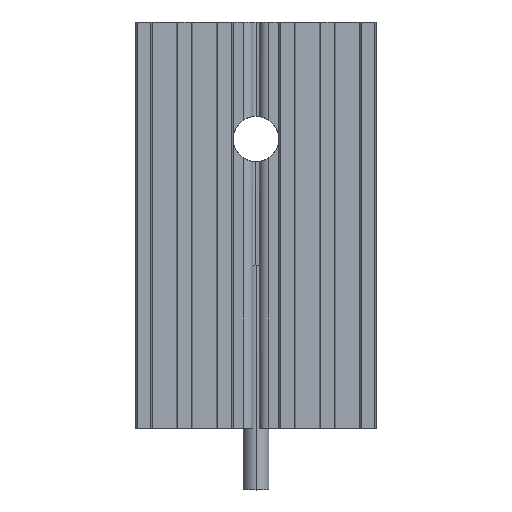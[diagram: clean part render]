
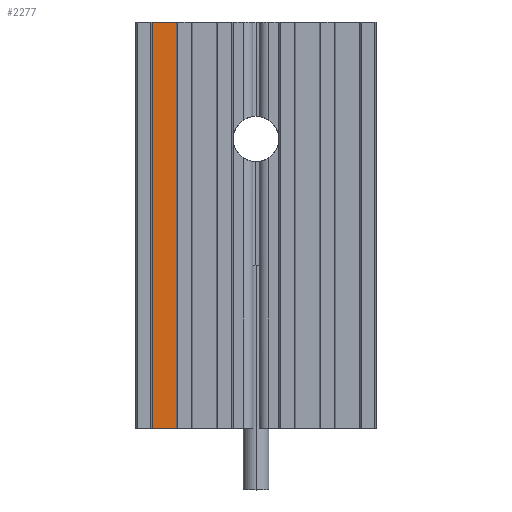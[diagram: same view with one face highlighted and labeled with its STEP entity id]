
A CAD part, top view. The second image highlights one B-rep face of the part: STEP entity #2277.
In plain terms, the highlighted planar face has unit normal (0, 0, 1).
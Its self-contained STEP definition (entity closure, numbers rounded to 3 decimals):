
#2270 = VERTEX_POINT ( 'NONE', #4005 ) ;
#2272 = EDGE_CURVE ( 'NONE', #2273, #2270, #4004, .T. ) ;
#2273 = VERTEX_POINT ( 'NONE', #4000 ) ;
#2277 = ADVANCED_FACE ( 'NONE', ( #3993 ), #4035, .F. ) ;
#2278 = EDGE_LOOP ( 'NONE', ( #2279, #2282, #2285, #2287 ) ) ;
#2279 = ORIENTED_EDGE ( 'NONE', *, *, #2280, .T. ) ;
#2280 = EDGE_CURVE ( 'NONE', #2270, #2281, #4030, .T. ) ;
#2281 = VERTEX_POINT ( 'NONE', #4026 ) ;
#2282 = ORIENTED_EDGE ( 'NONE', *, *, #2283, .F. ) ;
#2283 = EDGE_CURVE ( 'NONE', #2284, #2281, #4025, .T. ) ;
#2284 = VERTEX_POINT ( 'NONE', #4075 ) ;
#2285 = ORIENTED_EDGE ( 'NONE', *, *, #2286, .F. ) ;
#2286 = EDGE_CURVE ( 'NONE', #2273, #2284, #4074, .T. ) ;
#2287 = ORIENTED_EDGE ( 'NONE', *, *, #2272, .T. ) ;
#3993 = FACE_OUTER_BOUND ( 'NONE', #2278, .T. ) ;
#4000 = CARTESIAN_POINT ( 'NONE',  ( -6.484, 25., 1.995 ) ) ;
#4001 = DIRECTION ( 'NONE',  ( 0., -1., 0. ) ) ;
#4002 = VECTOR ( 'NONE', #4001, 1000. ) ;
#4003 = CARTESIAN_POINT ( 'NONE',  ( -6.484, 25., 1.995 ) ) ;
#4004 = LINE ( 'NONE', #4003, #4002 ) ;
#4005 = CARTESIAN_POINT ( 'NONE',  ( -6.484, 0., 1.995 ) ) ;
#4023 = DIRECTION ( 'NONE',  ( 0., -1., 0. ) ) ;
#4024 = CARTESIAN_POINT ( 'NONE',  ( -4.816, 25., 1.995 ) ) ;
#4025 = LINE ( 'NONE', #4024, #4076 ) ;
#4026 = CARTESIAN_POINT ( 'NONE',  ( -4.816, 0., 1.995 ) ) ;
#4027 = DIRECTION ( 'NONE',  ( 1., 0., 0. ) ) ;
#4028 = VECTOR ( 'NONE', #4027, 1000. ) ;
#4029 = CARTESIAN_POINT ( 'NONE',  ( -6.484, 0., 1.995 ) ) ;
#4030 = LINE ( 'NONE', #4029, #4028 ) ;
#4031 = DIRECTION ( 'NONE',  ( -1., 0., 0. ) ) ;
#4032 = DIRECTION ( 'NONE',  ( 0., 0., -1. ) ) ;
#4033 = CARTESIAN_POINT ( 'NONE',  ( -6.484, 25., 1.995 ) ) ;
#4034 = AXIS2_PLACEMENT_3D ( 'NONE', #4033, #4032, #4031 ) ;
#4035 = PLANE ( 'NONE',  #4034 ) ;
#4071 = DIRECTION ( 'NONE',  ( 1., 0., 0. ) ) ;
#4072 = VECTOR ( 'NONE', #4071, 1000. ) ;
#4073 = CARTESIAN_POINT ( 'NONE',  ( -6.484, 25., 1.995 ) ) ;
#4074 = LINE ( 'NONE', #4073, #4072 ) ;
#4075 = CARTESIAN_POINT ( 'NONE',  ( -4.816, 25., 1.995 ) ) ;
#4076 = VECTOR ( 'NONE', #4023, 1000. ) ;
